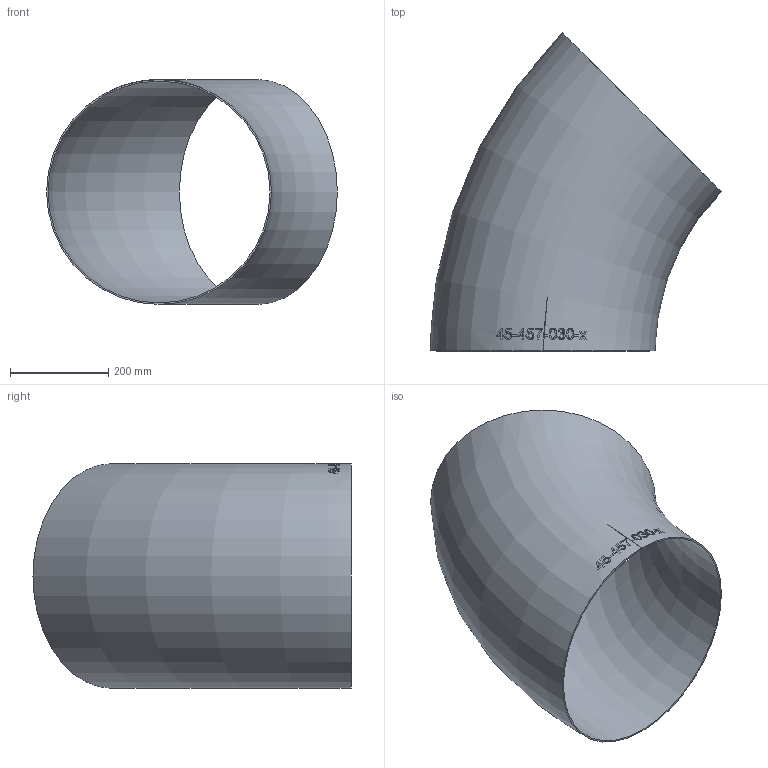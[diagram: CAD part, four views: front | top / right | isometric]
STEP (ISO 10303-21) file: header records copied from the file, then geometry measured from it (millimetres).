
FILE_DESCRIPTION (( 'STEP AP214' ), '1' );
FILE_NAME ('45-457-030-x Bogen 2005.STEP', '2020-05-04T14:02:00', ( '' ), ( '' ), 'SwSTEP 2.0', 'SolidWorks 2019', '' );
FILE_SCHEMA (( 'AUTOMOTIVE_DESIGN' ));
Length unit declared in the file: millimetre
Products named in the file (1): 45-457-030-x Bogen 2005
Bounding box: 591.17 x 646.72 x 457.2 mm (x, y, z)
Volume: 2306346.9 mm3; surface area: 1546188.9 mm2
Topology: 1 solids, 1 shells, 152 faces, 403 edges, 269 vertices
Faces by surface type: bspline 132, torus 18, plane 2
Entity records: 28585 total; most frequent: CARTESIAN_POINT 24372, ORIENTED_EDGE 800, EDGE_CURVE 400, B_SPLINE_CURVE_WITH_KNOTS 396, VERTEX_POINT 268, EDGE_LOOP 172, FACE_OUTER_BOUND 154, ADVANCED_FACE 152
